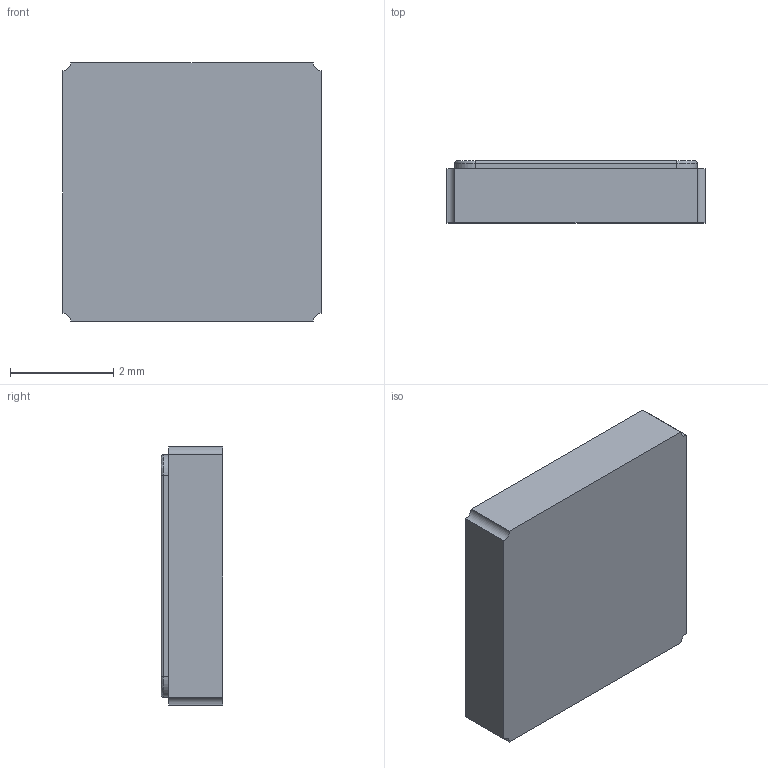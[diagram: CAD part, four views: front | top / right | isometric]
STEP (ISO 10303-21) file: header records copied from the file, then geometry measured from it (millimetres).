
FILE_DESCRIPTION (( 'STEP AP214' ), '1' );
FILE_NAME ('BMP085.STEP', '2016-03-12T19:50:08', ( '' ), ( '' ), 'SwSTEP 2.0', 'SolidWorks 2015', '' );
FILE_SCHEMA (( 'AUTOMOTIVE_DESIGN' ));
Length unit declared in the file: millimetre
Products named in the file (1): BMP085
Bounding box: 5 x 1.2 x 5 mm (x, y, z)
Volume: 29.4 mm3; surface area: 73.2 mm2
Topology: 1 solids, 1 shells, 30 faces, 70 edges, 44 vertices
Faces by surface type: cylinder 14, plane 12, bspline 4
Entity records: 1266 total; most frequent: CARTESIAN_POINT 217, DIRECTION 148, ORIENTED_EDGE 140, EDGE_CURVE 70, AXIS2_PLACEMENT_3D 55, VERTEX_POINT 44, VECTOR 38, LINE 38
